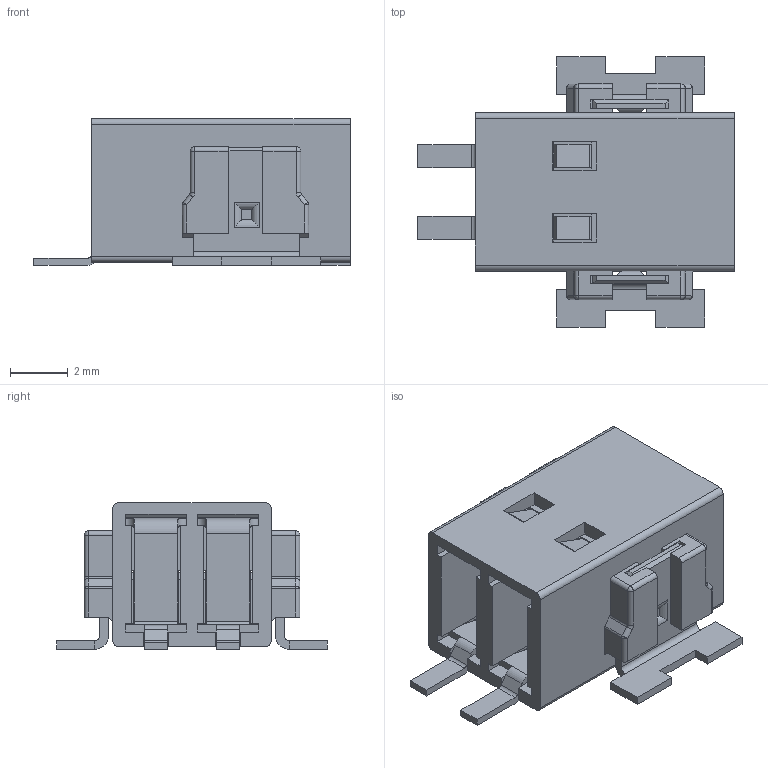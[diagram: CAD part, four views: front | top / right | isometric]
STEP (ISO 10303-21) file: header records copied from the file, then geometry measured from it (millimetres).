
FILE_DESCRIPTION(/* description */ ('Unknown'),/* implementation_level */ '2;1');
FILE_NAME(/* name */ '691805010302',/* time_stamp */ '2017-02-15T14:36:42+01:00',/* author */ ('Unknown'),/* organization */ ('Unknown'),/* preprocessor_version */ 'ST-DEVELOPER v16.7',/* originating_system */ 'DEX',/* authorisation */ $);
FILE_SCHEMA (('AUTOMOTIVE_DESIGN {1 0 10303 214 3 1 1}'));
Length unit declared in the file: millimetre
Products named in the file (5): 6918050103xx; 691805010302; 6918050103xx_Solder tab; 6918050103xx_Pin2; 6918050103xx_Pin1
Assembly tree (7 placements, depth 2):
  6918050103xx
    691805010302
    6918050103xx_Solder tab  x2
    6918050103xx_Pin2  x2
    6918050103xx_Pin1  x2
Bounding box: 11 x 9.4 x 5.1 mm (x, y, z)
Volume: 165.7 mm3; surface area: 791.7 mm2
Topology: 7 solids, 7 shells, 552 faces, 1488 edges, 944 vertices
Faces by surface type: plane 386, cylinder 146, bspline 6, cone 6, torus 4, sphere 4
Entity records: 12253 total; most frequent: CARTESIAN_POINT 2242, ORIENTED_EDGE 2098, DIRECTION 2001, EDGE_CURVE 1049, LINE 851, VECTOR 851, VERTEX_POINT 668, AXIS2_PLACEMENT_3D 575
